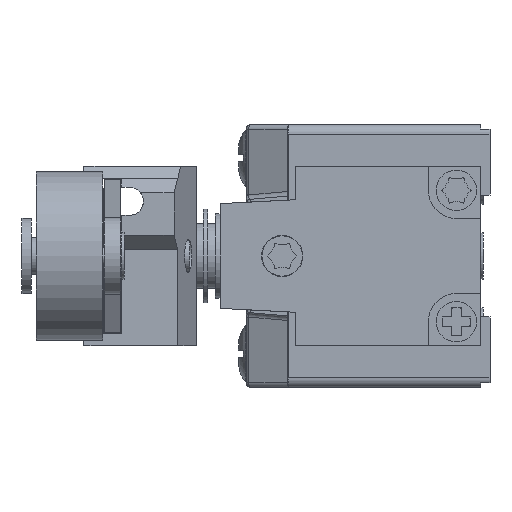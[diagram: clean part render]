
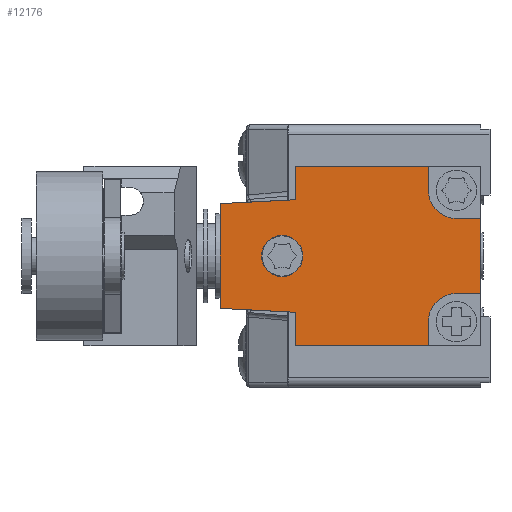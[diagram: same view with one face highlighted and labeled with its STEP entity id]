
A CAD part, left-side view. The second image highlights one B-rep face of the part: STEP entity #12176.
In plain terms, the highlighted planar face has unit normal (-1, 0, 0).
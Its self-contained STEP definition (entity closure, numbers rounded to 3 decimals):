
#169 = LINE ( 'NONE', #11303, #14907 ) ;
#587 = VECTOR ( 'NONE', #8541, 1000. ) ;
#945 = VECTOR ( 'NONE', #13120, 1000. ) ;
#1202 = ORIENTED_EDGE ( 'NONE', *, *, #11114, .F. ) ;
#1278 = CARTESIAN_POINT ( 'NONE',  ( -51.75, 0.368, 7.016 ) ) ;
#1374 = CARTESIAN_POINT ( 'NONE',  ( -51.75, 19.75, -9.575 ) ) ;
#1473 = ORIENTED_EDGE ( 'NONE', *, *, #14454, .F. ) ;
#1798 = DIRECTION ( 'NONE',  ( -1., 0., 0. ) ) ;
#2052 = ORIENTED_EDGE ( 'NONE', *, *, #3195, .F. ) ;
#2152 = CARTESIAN_POINT ( 'NONE',  ( -51.75, 2.575, -4. ) ) ;
#2428 = VERTEX_POINT ( 'NONE', #15594 ) ;
#2442 = EDGE_CURVE ( 'NONE', #15119, #8777, #13021, .T. ) ;
#2527 = VECTOR ( 'NONE', #2951, 1000. ) ;
#2758 = EDGE_CURVE ( 'NONE', #4672, #12598, #10264, .T. ) ;
#2951 = DIRECTION ( 'NONE',  ( 0., 1., 0. ) ) ;
#2969 = CARTESIAN_POINT ( 'NONE',  ( -51.75, 5.575, 0. ) ) ;
#2988 = CARTESIAN_POINT ( 'NONE',  ( -51.75, 2.575, 4. ) ) ;
#3195 = EDGE_CURVE ( 'NONE', #4672, #10285, #10544, .T. ) ;
#3225 = EDGE_CURVE ( 'NONE', #2428, #10277, #15537, .T. ) ;
#3258 = CARTESIAN_POINT ( 'NONE',  ( -51.75, 0., 4. ) ) ;
#3313 = AXIS2_PLACEMENT_3D ( 'NONE', #8502, #11076, #12438 ) ;
#3339 = DIRECTION ( 'NONE',  ( 0., -1., 0. ) ) ;
#3557 = CARTESIAN_POINT ( 'NONE',  ( -51.75, 5.575, 7. ) ) ;
#4001 = DIRECTION ( 'NONE',  ( 0., 0., 1. ) ) ;
#4114 = EDGE_CURVE ( 'NONE', #6954, #2428, #8749, .T. ) ;
#4147 = VERTEX_POINT ( 'NONE', #4954 ) ;
#4274 = AXIS2_PLACEMENT_3D ( 'NONE', #7029, #1798, #5828 ) ;
#4433 = VECTOR ( 'NONE', #10392, 1000. ) ;
#4480 = VERTEX_POINT ( 'NONE', #5819 ) ;
#4614 = CIRCLE ( 'NONE', #3313, 3. ) ;
#4672 = VERTEX_POINT ( 'NONE', #10490 ) ;
#4751 = DIRECTION ( 'NONE',  ( 0., 0., 1. ) ) ;
#4954 = CARTESIAN_POINT ( 'NONE',  ( -51.75, 27.75, 5.581 ) ) ;
#5128 = EDGE_CURVE ( 'NONE', #12598, #7048, #9402, .T. ) ;
#5220 = FACE_OUTER_BOUND ( 'NONE', #14607, .T. ) ;
#5304 = PLANE ( 'NONE',  #10101 ) ;
#5361 = CARTESIAN_POINT ( 'NONE',  ( -51.75, 0., 4. ) ) ;
#5448 = VERTEX_POINT ( 'NONE', #7858 ) ;
#5697 = CARTESIAN_POINT ( 'NONE',  ( -51.75, 0., -4. ) ) ;
#5791 = AXIS2_PLACEMENT_3D ( 'NONE', #6031, #7557, #4751 ) ;
#5819 = CARTESIAN_POINT ( 'NONE',  ( -51.75, 5.575, 9.575 ) ) ;
#5828 = DIRECTION ( 'NONE',  ( 0., 0., 1. ) ) ;
#5932 = CARTESIAN_POINT ( 'NONE',  ( -51.75, 19.75, 0. ) ) ;
#6031 = CARTESIAN_POINT ( 'NONE',  ( -51.75, 2.575, 7. ) ) ;
#6197 = ORIENTED_EDGE ( 'NONE', *, *, #11233, .F. ) ;
#6372 = ORIENTED_EDGE ( 'NONE', *, *, #13517, .F. ) ;
#6580 = DIRECTION ( 'NONE',  ( 0., 0., 1. ) ) ;
#6600 = DIRECTION ( 'NONE',  ( 0., 0., -1. ) ) ;
#6641 = VECTOR ( 'NONE', #7763, 1000. ) ;
#6682 = CARTESIAN_POINT ( 'NONE',  ( -51.75, 0.368, -7.016 ) ) ;
#6700 = ORIENTED_EDGE ( 'NONE', *, *, #5128, .T. ) ;
#6882 = CARTESIAN_POINT ( 'NONE',  ( -51.75, 21.15, 0. ) ) ;
#6954 = VERTEX_POINT ( 'NONE', #1374 ) ;
#7029 = CARTESIAN_POINT ( 'NONE',  ( -51.75, 21.15, 0. ) ) ;
#7048 = VERTEX_POINT ( 'NONE', #2988 ) ;
#7328 = DIRECTION ( 'NONE',  ( 0., 0.999, -0.052 ) ) ;
#7544 = FACE_BOUND ( 'NONE', #9781, .T. ) ;
#7557 = DIRECTION ( 'NONE',  ( -1., 0., 0. ) ) ;
#7603 = CARTESIAN_POINT ( 'NONE',  ( -51.75, 19.75, 9.575 ) ) ;
#7667 = EDGE_CURVE ( 'NONE', #5448, #4147, #13703, .T. ) ;
#7763 = DIRECTION ( 'NONE',  ( 0., 0., 1. ) ) ;
#7858 = CARTESIAN_POINT ( 'NONE',  ( -51.75, 19.75, 6. ) ) ;
#8069 = EDGE_CURVE ( 'NONE', #12838, #7048, #11704, .T. ) ;
#8250 = VERTEX_POINT ( 'NONE', #15305 ) ;
#8419 = ORIENTED_EDGE ( 'NONE', *, *, #9621, .F. ) ;
#8450 = ORIENTED_EDGE ( 'NONE', *, *, #7667, .T. ) ;
#8480 = VERTEX_POINT ( 'NONE', #7603 ) ;
#8502 = CARTESIAN_POINT ( 'NONE',  ( -51.75, 2.575, -7. ) ) ;
#8541 = DIRECTION ( 'NONE',  ( 0., 0., 1. ) ) ;
#8665 = DIRECTION ( 'NONE',  ( 0., -1., 0. ) ) ;
#8736 = CARTESIAN_POINT ( 'NONE',  ( -51.75, 0., 0. ) ) ;
#8749 = LINE ( 'NONE', #13740, #14905 ) ;
#8753 = ORIENTED_EDGE ( 'NONE', *, *, #12308, .F. ) ;
#8777 = VERTEX_POINT ( 'NONE', #10728 ) ;
#8802 = VECTOR ( 'NONE', #6600, 1000. ) ;
#8876 = LINE ( 'NONE', #9747, #587 ) ;
#8998 = VECTOR ( 'NONE', #3339, 1000. ) ;
#9143 = ORIENTED_EDGE ( 'NONE', *, *, #11349, .T. ) ;
#9329 = VERTEX_POINT ( 'NONE', #14897 ) ;
#9402 = LINE ( 'NONE', #3258, #2527 ) ;
#9413 = DIRECTION ( 'NONE',  ( 0., 0., 1. ) ) ;
#9441 = ORIENTED_EDGE ( 'NONE', *, *, #8069, .F. ) ;
#9621 = EDGE_CURVE ( 'NONE', #6954, #8250, #10698, .T. ) ;
#9747 = CARTESIAN_POINT ( 'NONE',  ( -51.75, 27.75, 0. ) ) ;
#9781 = EDGE_LOOP ( 'NONE', ( #9796, #8753 ) ) ;
#9796 = ORIENTED_EDGE ( 'NONE', *, *, #2442, .F. ) ;
#10101 = AXIS2_PLACEMENT_3D ( 'NONE', #10957, #11257, #4001 ) ;
#10233 = LINE ( 'NONE', #6682, #4433 ) ;
#10247 = ORIENTED_EDGE ( 'NONE', *, *, #3225, .T. ) ;
#10264 = LINE ( 'NONE', #8736, #6641 ) ;
#10277 = VERTEX_POINT ( 'NONE', #15558 ) ;
#10285 = VERTEX_POINT ( 'NONE', #2152 ) ;
#10390 = VECTOR ( 'NONE', #9413, 1000. ) ;
#10392 = DIRECTION ( 'NONE',  ( 0., -0.999, -0.052 ) ) ;
#10490 = CARTESIAN_POINT ( 'NONE',  ( -51.75, 0., -4. ) ) ;
#10544 = LINE ( 'NONE', #5697, #945 ) ;
#10605 = CIRCLE ( 'NONE', #14219, 2.2 ) ;
#10678 = ORIENTED_EDGE ( 'NONE', *, *, #13440, .T. ) ;
#10698 = LINE ( 'NONE', #5932, #15373 ) ;
#10728 = CARTESIAN_POINT ( 'NONE',  ( -51.75, 21.15, -2.2 ) ) ;
#10849 = DIRECTION ( 'NONE',  ( 0., 0., 1. ) ) ;
#10915 = CARTESIAN_POINT ( 'NONE',  ( -51.75, 0., 9.575 ) ) ;
#10957 = CARTESIAN_POINT ( 'NONE',  ( -51.75, 0., 0. ) ) ;
#10982 = DIRECTION ( 'NONE',  ( 0., 0., 1. ) ) ;
#11012 = CARTESIAN_POINT ( 'NONE',  ( -51.75, 21.15, 2.2 ) ) ;
#11076 = DIRECTION ( 'NONE',  ( 1., 0., 0. ) ) ;
#11114 = EDGE_CURVE ( 'NONE', #5448, #8480, #169, .T. ) ;
#11233 = EDGE_CURVE ( 'NONE', #8480, #4480, #13174, .T. ) ;
#11257 = DIRECTION ( 'NONE',  ( -1., 0., 0. ) ) ;
#11303 = CARTESIAN_POINT ( 'NONE',  ( -51.75, 19.75, 0. ) ) ;
#11349 = EDGE_CURVE ( 'NONE', #10277, #10285, #4614, .T. ) ;
#11704 = CIRCLE ( 'NONE', #5791, 3. ) ;
#12176 = ADVANCED_FACE ( 'NONE', ( #5220, #7544 ), #5304, .T. ) ;
#12308 = EDGE_CURVE ( 'NONE', #8777, #15119, #10605, .T. ) ;
#12438 = DIRECTION ( 'NONE',  ( 0., 0., 1. ) ) ;
#12598 = VERTEX_POINT ( 'NONE', #5361 ) ;
#12735 = VECTOR ( 'NONE', #7328, 1000. ) ;
#12838 = VERTEX_POINT ( 'NONE', #3557 ) ;
#12856 = ORIENTED_EDGE ( 'NONE', *, *, #4114, .T. ) ;
#13021 = CIRCLE ( 'NONE', #4274, 2.2 ) ;
#13120 = DIRECTION ( 'NONE',  ( 0., 1., 0. ) ) ;
#13174 = LINE ( 'NONE', #10915, #8998 ) ;
#13188 = CARTESIAN_POINT ( 'NONE',  ( -51.75, 5.575, 0. ) ) ;
#13440 = EDGE_CURVE ( 'NONE', #9329, #8250, #10233, .T. ) ;
#13517 = EDGE_CURVE ( 'NONE', #4480, #12838, #15073, .T. ) ;
#13703 = LINE ( 'NONE', #1278, #12735 ) ;
#13740 = CARTESIAN_POINT ( 'NONE',  ( -51.75, 0., -9.575 ) ) ;
#14219 = AXIS2_PLACEMENT_3D ( 'NONE', #6882, #15208, #6580 ) ;
#14454 = EDGE_CURVE ( 'NONE', #9329, #4147, #8876, .T. ) ;
#14607 = EDGE_LOOP ( 'NONE', ( #2052, #15765, #6700, #9441, #6372, #6197, #1202, #8450, #1473, #10678, #8419, #12856, #10247, #9143 ) ) ;
#14897 = CARTESIAN_POINT ( 'NONE',  ( -51.75, 27.75, -5.581 ) ) ;
#14905 = VECTOR ( 'NONE', #8665, 1000. ) ;
#14907 = VECTOR ( 'NONE', #10982, 1000. ) ;
#15073 = LINE ( 'NONE', #2969, #8802 ) ;
#15119 = VERTEX_POINT ( 'NONE', #11012 ) ;
#15208 = DIRECTION ( 'NONE',  ( -1., 0., 0. ) ) ;
#15305 = CARTESIAN_POINT ( 'NONE',  ( -51.75, 19.75, -6. ) ) ;
#15373 = VECTOR ( 'NONE', #10849, 1000. ) ;
#15537 = LINE ( 'NONE', #13188, #10390 ) ;
#15558 = CARTESIAN_POINT ( 'NONE',  ( -51.75, 5.575, -7. ) ) ;
#15594 = CARTESIAN_POINT ( 'NONE',  ( -51.75, 5.575, -9.575 ) ) ;
#15765 = ORIENTED_EDGE ( 'NONE', *, *, #2758, .T. ) ;
